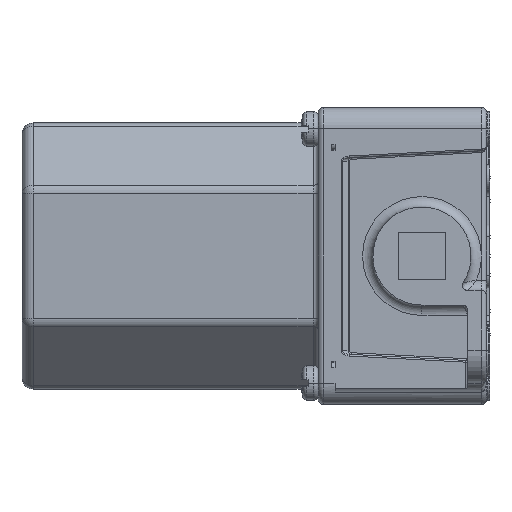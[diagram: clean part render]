
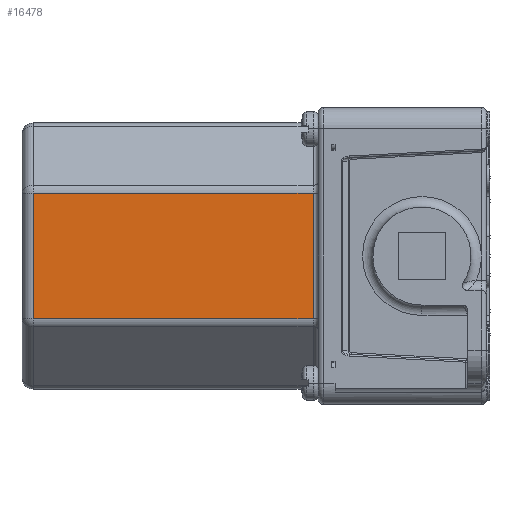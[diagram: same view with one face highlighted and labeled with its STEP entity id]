
A CAD part, left-side view. The second image highlights one B-rep face of the part: STEP entity #16478.
In plain terms, the highlighted planar face has unit normal (-1, 0, 0).
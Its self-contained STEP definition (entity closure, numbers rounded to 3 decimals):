
#3732=DIRECTION('',(0.,0.,-1.));
#3733=VECTOR('',#3732,36.939);
#3734=CARTESIAN_POINT('',(-59.436,51.181,18.47));
#3735=LINE('',#3734,#3733);
#3736=DIRECTION('',(0.,-1.,0.));
#3737=VECTOR('',#3736,82.55);
#3738=CARTESIAN_POINT('',(-59.436,133.731,-18.47));
#3739=LINE('',#3738,#3737);
#3740=DIRECTION('',(0.,0.,1.));
#3741=VECTOR('',#3740,36.939);
#3742=CARTESIAN_POINT('',(-59.436,133.731,-18.47));
#3743=LINE('',#3742,#3741);
#3744=DIRECTION('',(0.,-1.,0.));
#3745=VECTOR('',#3744,82.55);
#3746=CARTESIAN_POINT('',(-59.436,133.731,18.47));
#3747=LINE('',#3746,#3745);
#11550=CARTESIAN_POINT('',(-59.436,133.731,-18.47));
#11551=CARTESIAN_POINT('',(-59.436,133.731,18.47));
#11552=VERTEX_POINT('',#11550);
#11553=VERTEX_POINT('',#11551);
#11626=CARTESIAN_POINT('',(-59.436,51.181,18.47));
#11627=VERTEX_POINT('',#11626);
#11630=CARTESIAN_POINT('',(-59.436,51.181,-18.47));
#11631=VERTEX_POINT('',#11630);
#16464=CARTESIAN_POINT('',(-59.436,45.593,-19.837));
#16465=DIRECTION('',(-1.,0.,0.));
#16466=DIRECTION('',(0.,0.,1.));
#16467=AXIS2_PLACEMENT_3D('',#16464,#16465,#16466);
#16468=PLANE('',#16467);
#16470=ORIENTED_EDGE('',*,*,#16469,.T.);
#16472=ORIENTED_EDGE('',*,*,#16471,.F.);
#16474=ORIENTED_EDGE('',*,*,#16473,.T.);
#16475=ORIENTED_EDGE('',*,*,#16456,.T.);
#16476=EDGE_LOOP('',(#16470,#16472,#16474,#16475));
#16477=FACE_OUTER_BOUND('',#16476,.F.);
#16478=ADVANCED_FACE('',(#16477),#16468,.T.);
#16456=EDGE_CURVE('',#11553,#11627,#3747,.T.);
#16469=EDGE_CURVE('',#11627,#11631,#3735,.T.);
#16471=EDGE_CURVE('',#11552,#11631,#3739,.T.);
#16473=EDGE_CURVE('',#11552,#11553,#3743,.T.);
